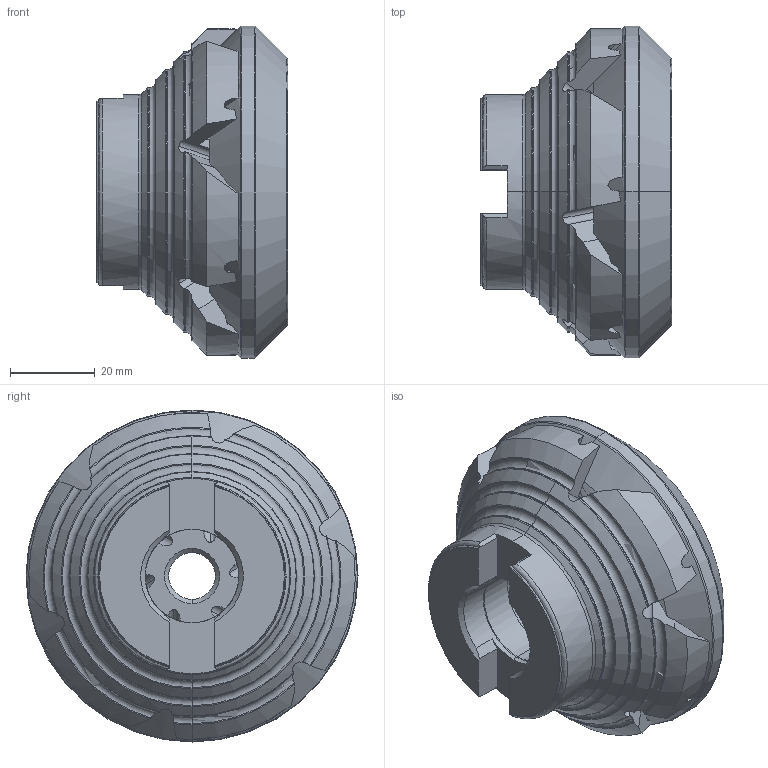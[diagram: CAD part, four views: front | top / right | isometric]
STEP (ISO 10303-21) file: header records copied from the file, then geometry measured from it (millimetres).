
FILE_DESCRIPTION (( 'STEP AP214' ), '1' );
FILE_NAME ('45PP-063-554-6.STEP', '2012-11-06T10:43:27', ( '' ), ( '' ), 'SwSTEP 2.0', 'SolidWorks 2012', '' );
FILE_SCHEMA (( 'AUTOMOTIVE_DESIGN' ));
Length unit declared in the file: millimetre
Products named in the file (1): 45PP-063-554-6
Bounding box: 45.1 x 78.3 x 78.3 mm (x, y, z)
Volume: 114539.6 mm3; surface area: 23620.3 mm2
Topology: 1 solids, 1 shells, 298 faces, 915 edges, 585 vertices
Faces by surface type: plane 116, cylinder 79, torus 58, cone 45
Entity records: 11748 total; most frequent: CARTESIAN_POINT 3855, ORIENTED_EDGE 1830, DIRECTION 1370, EDGE_CURVE 915, VERTEX_POINT 585, AXIS2_PLACEMENT_3D 537, EDGE_LOOP 302, B_SPLINE_CURVE_WITH_KNOTS 302
